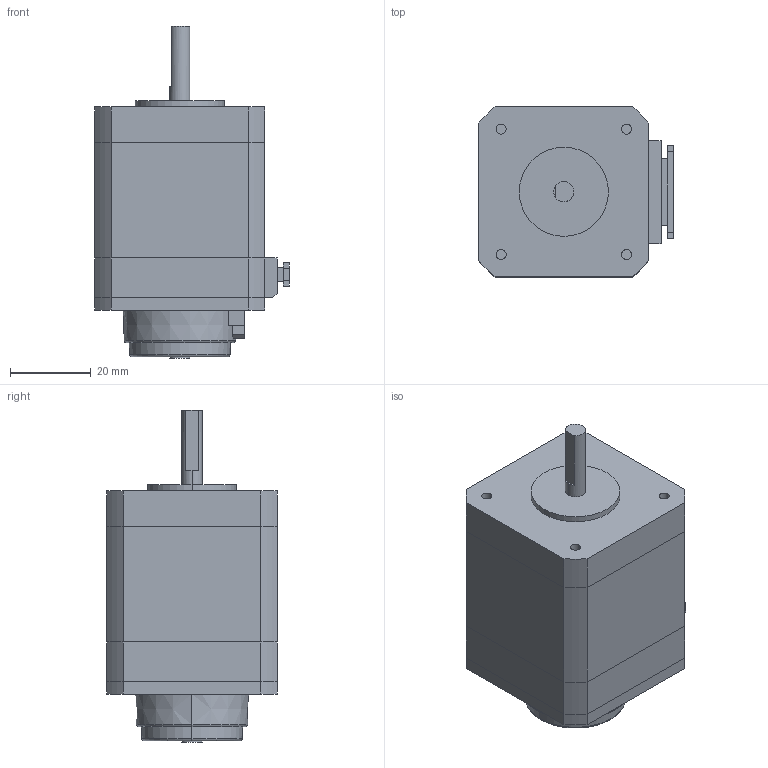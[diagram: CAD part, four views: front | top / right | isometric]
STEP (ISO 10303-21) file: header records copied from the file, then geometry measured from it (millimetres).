
FILE_DESCRIPTION (( 'STEP AP203' ), '1' );
FILE_NAME ('NMS17-E01T4A.step', '2023-05-17T23:22:17', ( '' ), ( '' ), 'SwSTEP 2.0', 'SolidWorks 2019', '' );
FILE_SCHEMA (( 'CONFIG_CONTROL_DESIGN' ));
Length unit declared in the file: millimetre
Products named in the file (2): NMS17-E01T4A; NMS17_motor^NMS17_NMS17-E01T4A
Assembly tree (1 placements, depth 2):
  NMS17-E01T4A
    NMS17_motor^NMS17_NMS17-E01T4A
Bounding box: 48 x 42 x 82 mm (x, y, z)
Volume: 95259.7 mm3; surface area: 24673.8 mm2
Topology: 5 solids, 5 shells, 147 faces, 339 edges, 222 vertices
Faces by surface type: plane 83, cylinder 48, torus 12, cone 4
Entity records: 4389 total; most frequent: DIRECTION 769, CARTESIAN_POINT 736, ORIENTED_EDGE 678, EDGE_CURVE 339, AXIS2_PLACEMENT_3D 285, VERTEX_POINT 222, LINE 199, VECTOR 199
